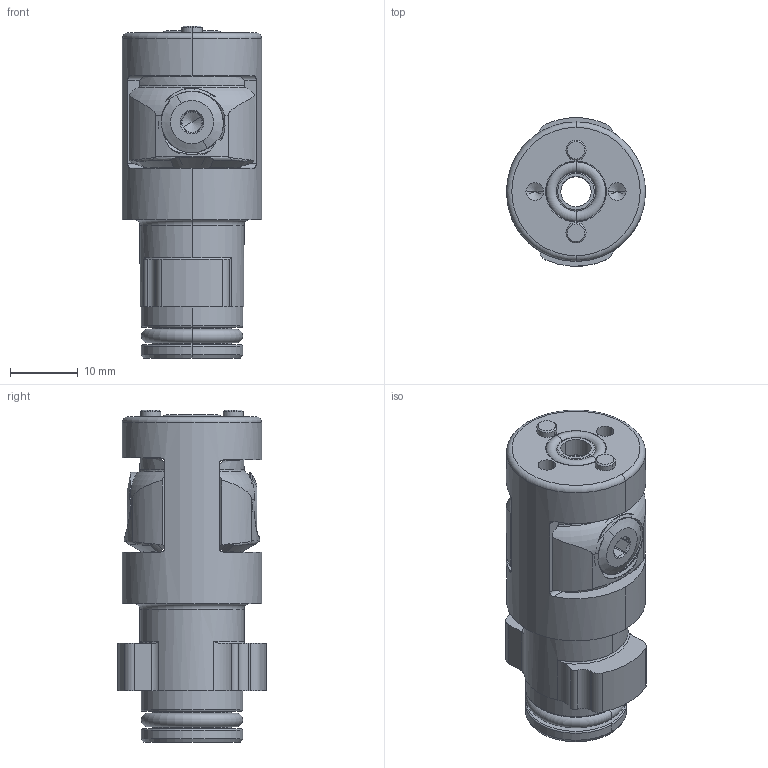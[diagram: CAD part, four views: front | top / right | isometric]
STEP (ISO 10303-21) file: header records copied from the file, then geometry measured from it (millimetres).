
FILE_DESCRIPTION((''),'2;1');
FILE_NAME('KS40-06-MQL_SW0001','2012-05-31T',('brunnert'),(''),'PRO/ENGINEER BY PARAMETRIC TECHNOLOGY CORPORATION, 2009230','PRO/ENGINEER BY PARAMETRIC TECHNOLOGY CORPORATION, 2009230','');
FILE_SCHEMA(('AUTOMOTIVE_DESIGN_CC2 { 1 2 10303 214 -1 1 5 2 }'));
Products named in the file (1): KS40-06-MQL_SW0001
Bounding box: 20.6 x 21.93 x 49.12 mm (x, y, z)
Volume: 11238.8 mm3; surface area: 7516.1 mm2
Topology: 1 solids, 3 shells, 472 faces, 1266 edges, 803 vertices
Faces by surface type: cylinder 158, plane 94, bspline 78, torus 76, cone 66
Entity records: 41211 total; most frequent: CARTESIAN_POINT 26900, ORIENTED_EDGE 2520, DIRECTION 2017, EDGE_CURVE 1260, AXIS2_PLACEMENT_3D 834, VERTEX_POINT 803, EDGE_LOOP 501, FACE_OUTER_BOUND 472
